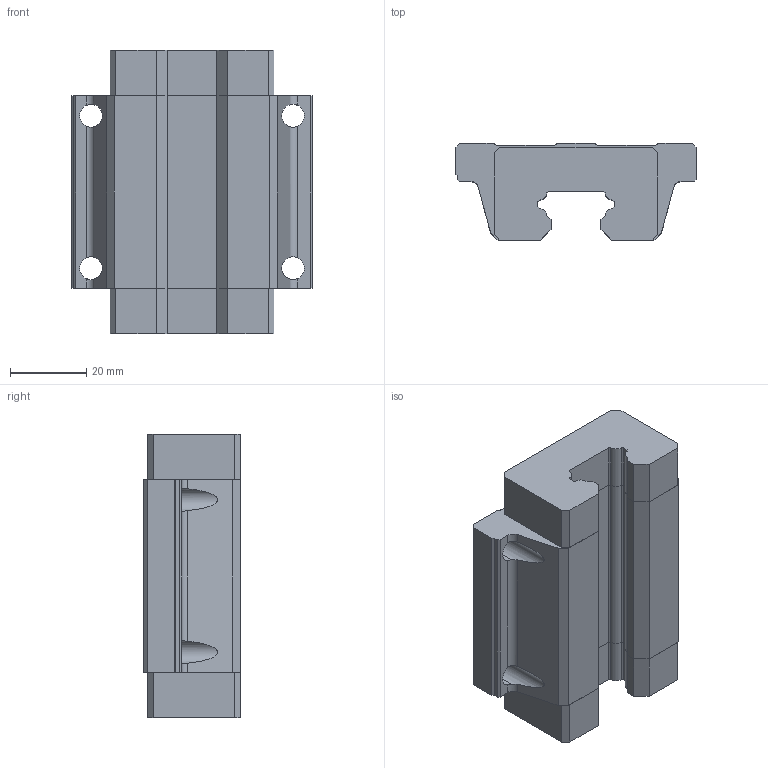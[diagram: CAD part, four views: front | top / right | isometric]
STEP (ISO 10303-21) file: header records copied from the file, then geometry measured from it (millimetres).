
FILE_DESCRIPTION (( 'STEP AP203' ), '1' );
FILE_NAME ('HGW20CA SOLÝD.STEP', '2020-06-09T06:34:14', ( '' ), ( '' ), 'SwSTEP 2.0', 'SolidWorks 2014', '' );
FILE_SCHEMA (( 'CONFIG_CONTROL_DESIGN' ));
Length unit declared in the file: millimetre
Products named in the file (6): HGW 20 CA SOLÝD2; HGW 20 CA SOLÝD1; HGW20CA SOLÝD
Assembly tree (3 placements, depth 2):
  HGW20CA SOLÝD
    HGW 20 CA SOLÝD2
    HGW 20 CA SOLÝD1  x2
  HGW 20 CA SOLÝD2
  HGW 20 CA SOLÝD1
  HGW 20 CA SOLÝD1
Bounding box: 63 x 25.4 x 74.5 mm (x, y, z)
Volume: 76580.8 mm3; surface area: 20011.7 mm2
Topology: 3 solids, 3 shells, 124 faces, 366 edges, 244 vertices
Faces by surface type: plane 94, cylinder 30
Entity records: 3793 total; most frequent: CARTESIAN_POINT 683, ORIENTED_EDGE 564, DIRECTION 504, EDGE_CURVE 282, LINE 222, VECTOR 222, VERTEX_POINT 188, AXIS2_PLACEMENT_3D 141
